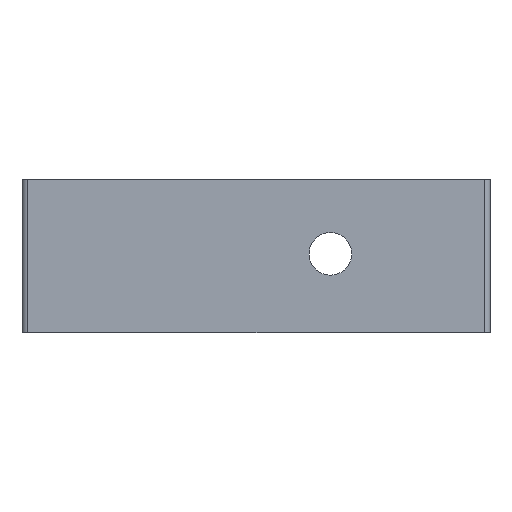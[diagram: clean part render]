
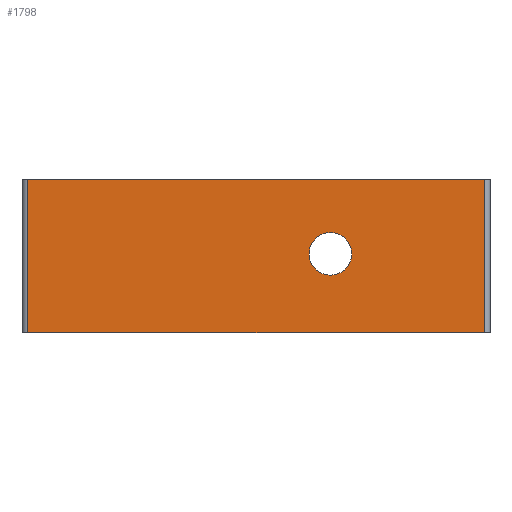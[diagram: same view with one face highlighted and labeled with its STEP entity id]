
A CAD part, front view. The second image highlights one B-rep face of the part: STEP entity #1798.
In plain terms, the highlighted planar face has unit normal (0, -1, 0).
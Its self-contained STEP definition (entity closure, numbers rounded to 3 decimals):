
#53=FACE_BOUND('',#308,.T.);
#99=PLANE('',#2024);
#184=FACE_OUTER_BOUND('',#307,.T.);
#307=EDGE_LOOP('',(#1660,#1661,#1662,#1663));
#308=EDGE_LOOP('',(#1664));
#325=LINE('',#2673,#464);
#402=LINE('',#2984,#541);
#403=LINE('',#2987,#542);
#448=LINE('',#3111,#587);
#464=VECTOR('',#2111,10.);
#541=VECTOR('',#2424,10.);
#542=VECTOR('',#2427,10.);
#587=VECTOR('',#2576,10.);
#664=CIRCLE('',#1922,7.75);
#751=VERTEX_POINT('',#2670);
#752=VERTEX_POINT('',#2672);
#805=VERTEX_POINT('',#2818);
#868=VERTEX_POINT('',#2982);
#869=VERTEX_POINT('',#2986);
#941=EDGE_CURVE('',#751,#752,#325,.T.);
#1014=EDGE_CURVE('',#805,#805,#664,.T.);
#1093=EDGE_CURVE('',#868,#751,#402,.T.);
#1094=EDGE_CURVE('',#752,#869,#403,.T.);
#1156=EDGE_CURVE('',#869,#868,#448,.T.);
#1660=ORIENTED_EDGE('',*,*,#1093,.F.);
#1661=ORIENTED_EDGE('',*,*,#1156,.F.);
#1662=ORIENTED_EDGE('',*,*,#1094,.F.);
#1663=ORIENTED_EDGE('',*,*,#941,.F.);
#1664=ORIENTED_EDGE('',*,*,#1014,.T.);
#1798=ADVANCED_FACE('',(#184,#53),#99,.T.);
#1922=AXIS2_PLACEMENT_3D('',#2820,#2273,#2274);
#2024=AXIS2_PLACEMENT_3D('',#3110,#2574,#2575);
#2111=DIRECTION('',(1.,0.,0.));
#2273=DIRECTION('center_axis',(0.,1.,0.));
#2274=DIRECTION('ref_axis',(1.,0.,0.));
#2424=DIRECTION('',(0.,0.,1.));
#2427=DIRECTION('',(0.,0.,-1.));
#2574=DIRECTION('center_axis',(0.,-1.,0.));
#2575=DIRECTION('ref_axis',(1.,0.,0.));
#2576=DIRECTION('',(-1.,0.,0.));
#2670=CARTESIAN_POINT('',(-1.175,-168.275,55.563));
#2672=CARTESIAN_POINT('',(164.624,-168.275,55.563));
#2673=CARTESIAN_POINT('',(0.,-168.275,55.563));
#2818=CARTESIAN_POINT('',(100.962,-168.275,28.575));
#2820=CARTESIAN_POINT('Origin',(108.712,-168.275,28.575));
#2982=CARTESIAN_POINT('',(-1.175,-168.275,0.));
#2984=CARTESIAN_POINT('',(-1.175,-168.275,0.));
#2986=CARTESIAN_POINT('',(164.624,-168.275,0.));
#2987=CARTESIAN_POINT('',(164.624,-168.275,0.));
#3110=CARTESIAN_POINT('Origin',(-3.175,-168.275,0.));
#3111=CARTESIAN_POINT('',(166.624,-168.275,0.));
